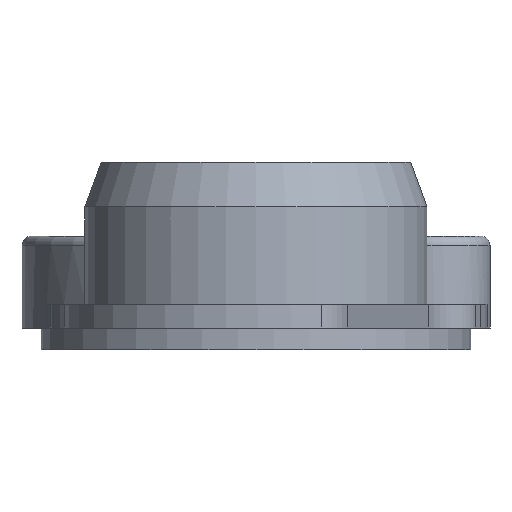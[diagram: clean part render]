
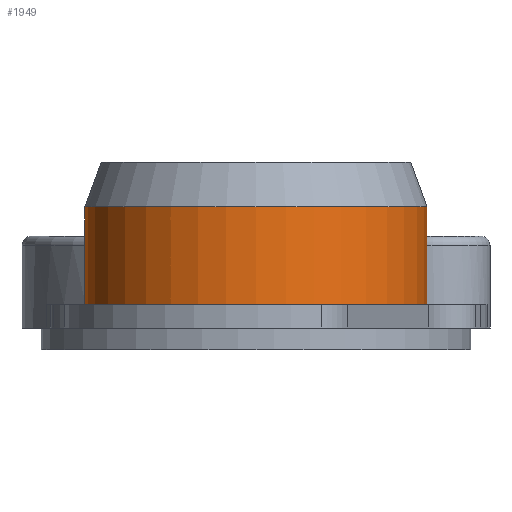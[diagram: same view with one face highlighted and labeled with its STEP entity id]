
A CAD part, front view. The second image highlights one B-rep face of the part: STEP entity #1949.
In plain terms, the highlighted cylindrical face has radius 9.5 mm (diameter 19 mm), a partial arc.
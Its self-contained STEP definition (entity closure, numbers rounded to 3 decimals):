
#513=CARTESIAN_POINT('',(0.,-42.,1.3));
#514=DIRECTION('',(0.,0.,1.));
#515=DIRECTION('',(-1.,0.,0.));
#516=AXIS2_PLACEMENT_3D('',#513,#514,#515);
#581=DIRECTION('',(0.,0.,1.));
#582=VECTOR('',#581,5.427);
#583=CARTESIAN_POINT('',(9.5,-42.,1.3));
#584=LINE('',#583,#582);
#621=CARTESIAN_POINT('',(0.,-42.,6.727));
#622=DIRECTION('',(0.,0.,1.));
#623=DIRECTION('',(-1.,0.,0.));
#624=AXIS2_PLACEMENT_3D('',#621,#622,#623);
#626=DIRECTION('',(0.,0.,1.));
#627=VECTOR('',#626,5.427);
#628=CARTESIAN_POINT('',(-9.5,-42.,1.3));
#629=LINE('',#628,#627);
#972=CARTESIAN_POINT('',(9.5,-42.,1.3));
#973=CARTESIAN_POINT('',(-9.5,-42.,1.3));
#974=VERTEX_POINT('',#972);
#975=VERTEX_POINT('',#973);
#984=CARTESIAN_POINT('',(9.5,-42.,6.727));
#985=CARTESIAN_POINT('',(-9.5,-42.,6.727));
#986=VERTEX_POINT('',#984);
#987=VERTEX_POINT('',#985);
#1938=CARTESIAN_POINT('',(0.,-42.,1.3));
#1939=DIRECTION('',(0.,0.,1.));
#1940=DIRECTION('',(1.,0.,0.));
#1941=AXIS2_PLACEMENT_3D('',#1938,#1939,#1940);
#1942=CYLINDRICAL_SURFACE('',#1941,9.5);
#1943=ORIENTED_EDGE('',*,*,#1932,.T.);
#1944=ORIENTED_EDGE('',*,*,#1862,.F.);
#1945=ORIENTED_EDGE('',*,*,#1680,.F.);
#1946=ORIENTED_EDGE('',*,*,#1859,.T.);
#1947=EDGE_LOOP('',(#1943,#1944,#1945,#1946));
#1948=FACE_OUTER_BOUND('',#1947,.F.);
#1949=ADVANCED_FACE('',(#1948),#1942,.T.);
#517=CIRCLE('',#516,9.5);
#625=CIRCLE('',#624,9.5);
#1680=EDGE_CURVE('',#975,#974,#517,.T.);
#1859=EDGE_CURVE('',#975,#987,#629,.T.);
#1862=EDGE_CURVE('',#974,#986,#584,.T.);
#1932=EDGE_CURVE('',#987,#986,#625,.T.);
